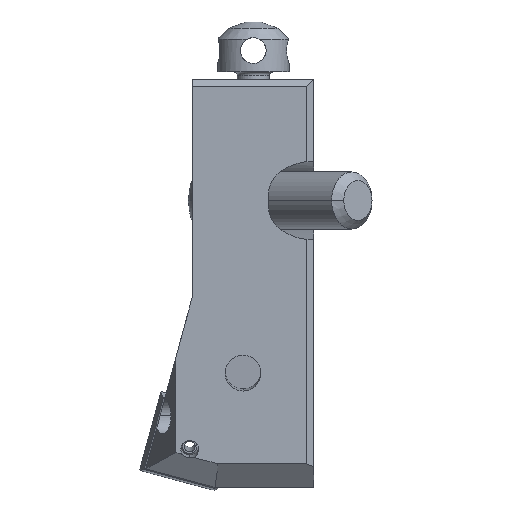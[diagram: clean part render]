
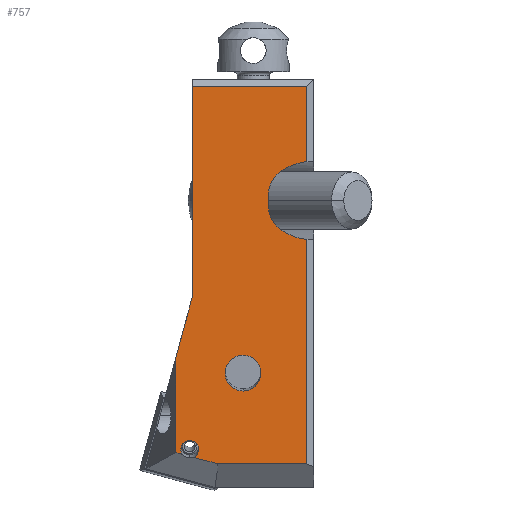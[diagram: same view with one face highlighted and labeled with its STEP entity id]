
A CAD part, front view. The second image highlights one B-rep face of the part: STEP entity #757.
In plain terms, the highlighted planar face has unit normal (0, -1, 0).
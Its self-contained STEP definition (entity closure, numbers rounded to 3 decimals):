
#757=ADVANCED_FACE('',(#1096,#1097),#1001,.F.);
#1001=PLANE('',#4544);
#1096=FACE_BOUND('',#1135,.T.);
#1097=FACE_BOUND('',#1136,.T.);
#1135=EDGE_LOOP('',(#2023,#2024,#2025,#2026,#2027,#2028,#2029,#2030,#2031,
#2032,#2033,#2034,#2035,#2036));
#1136=EDGE_LOOP('',(#2037,#2038));
#1399=LINE('',#6440,#1711);
#1400=LINE('',#6442,#1712);
#1401=LINE('',#6444,#1713);
#1402=LINE('',#6446,#1714);
#1403=LINE('',#6448,#1715);
#1404=LINE('',#6450,#1716);
#1405=LINE('',#6456,#1717);
#1406=LINE('',#6458,#1718);
#1407=LINE('',#6460,#1719);
#1408=LINE('',#6464,#1720);
#1711=VECTOR('',#5101,1.);
#1712=VECTOR('',#5102,1.);
#1713=VECTOR('',#5103,1.);
#1714=VECTOR('',#5104,1.);
#1715=VECTOR('',#5105,1.);
#1716=VECTOR('',#5106,1.);
#1717=VECTOR('',#5111,1.);
#1718=VECTOR('',#5112,1.);
#1719=VECTOR('',#5113,1.);
#1720=VECTOR('',#5116,1.);
#2023=ORIENTED_EDGE('',*,*,#3697,.T.);
#2024=ORIENTED_EDGE('',*,*,#3698,.T.);
#2025=ORIENTED_EDGE('',*,*,#3699,.T.);
#2026=ORIENTED_EDGE('',*,*,#3700,.T.);
#2027=ORIENTED_EDGE('',*,*,#3701,.F.);
#2028=ORIENTED_EDGE('',*,*,#3702,.T.);
#2029=ORIENTED_EDGE('',*,*,#3703,.F.);
#2030=ORIENTED_EDGE('',*,*,#3704,.T.);
#2031=ORIENTED_EDGE('',*,*,#3705,.F.);
#2032=ORIENTED_EDGE('',*,*,#3706,.F.);
#2033=ORIENTED_EDGE('',*,*,#3707,.T.);
#2034=ORIENTED_EDGE('',*,*,#3708,.T.);
#2035=ORIENTED_EDGE('',*,*,#3709,.F.);
#2036=ORIENTED_EDGE('',*,*,#3710,.T.);
#2037=ORIENTED_EDGE('',*,*,#3711,.T.);
#2038=ORIENTED_EDGE('',*,*,#3712,.T.);
#3291=VERTEX_POINT('',#6438);
#3292=VERTEX_POINT('',#6439);
#3293=VERTEX_POINT('',#6441);
#3294=VERTEX_POINT('',#6443);
#3295=VERTEX_POINT('',#6445);
#3296=VERTEX_POINT('',#6447);
#3297=VERTEX_POINT('',#6449);
#3298=VERTEX_POINT('',#6451);
#3299=VERTEX_POINT('',#6453);
#3300=VERTEX_POINT('',#6455);
#3301=VERTEX_POINT('',#6457);
#3302=VERTEX_POINT('',#6459);
#3303=VERTEX_POINT('',#6461);
#3304=VERTEX_POINT('',#6463);
#3305=VERTEX_POINT('',#6466);
#3306=VERTEX_POINT('',#6467);
#3697=EDGE_CURVE('',#3291,#3292,#4331,.T.);
#3698=EDGE_CURVE('',#3292,#3293,#1399,.T.);
#3699=EDGE_CURVE('',#3293,#3294,#1400,.T.);
#3700=EDGE_CURVE('',#3294,#3295,#1401,.T.);
#3701=EDGE_CURVE('',#3296,#3295,#1402,.T.);
#3702=EDGE_CURVE('',#3296,#3297,#1403,.T.);
#3703=EDGE_CURVE('',#3298,#3297,#1404,.T.);
#3704=EDGE_CURVE('',#3298,#3299,#4332,.T.);
#3705=EDGE_CURVE('',#3300,#3299,#4333,.T.);
#3706=EDGE_CURVE('',#3301,#3300,#1405,.T.);
#3707=EDGE_CURVE('',#3301,#3302,#1406,.T.);
#3708=EDGE_CURVE('',#3302,#3303,#1407,.T.);
#3709=EDGE_CURVE('',#3304,#3303,#4334,.T.);
#3710=EDGE_CURVE('',#3304,#3291,#1408,.T.);
#3711=EDGE_CURVE('',#3305,#3306,#4335,.T.);
#3712=EDGE_CURVE('',#3306,#3305,#4336,.T.);
#4331=ELLIPSE('',#4538,6.364,4.5);
#4332=ELLIPSE('',#4539,1.255,1.25);
#4333=ELLIPSE('',#4540,1.255,1.25);
#4334=ELLIPSE('',#4541,6.364,4.5);
#4335=ELLIPSE('',#4542,2.51,2.5);
#4336=ELLIPSE('',#4543,2.51,2.5);
#4538=AXIS2_PLACEMENT_3D('',#6437,#5099,#5100);
#4539=AXIS2_PLACEMENT_3D('',#6452,#5107,#5108);
#4540=AXIS2_PLACEMENT_3D('',#6454,#5109,#5110);
#4541=AXIS2_PLACEMENT_3D('',#6462,#5114,#5115);
#4542=AXIS2_PLACEMENT_3D('',#6465,#5117,#5118);
#4543=AXIS2_PLACEMENT_3D('',#6468,#5119,#5120);
#4544=AXIS2_PLACEMENT_3D('',#6469,#5121,#5122);
#5099=DIRECTION('',(0.,1.,0.));
#5100=DIRECTION('',(-1.,0.,0.));
#5101=DIRECTION('',(0.,0.,1.));
#5102=DIRECTION('',(-1.,0.,0.));
#5103=DIRECTION('',(0.,0.,-1.));
#5104=DIRECTION('',(0.261,0.,0.965));
#5105=DIRECTION('',(0.,0.,-1.));
#5106=DIRECTION('',(-0.966,0.,0.259));
#5107=DIRECTION('',(0.,1.,0.));
#5108=DIRECTION('',(0.,0.,1.));
#5109=DIRECTION('',(0.,-1.,0.));
#5110=DIRECTION('',(0.,0.,1.));
#5111=DIRECTION('',(-0.966,0.,0.259));
#5112=DIRECTION('',(1.,0.,0.));
#5113=DIRECTION('',(0.,0.,1.));
#5114=DIRECTION('',(0.,-1.,0.));
#5115=DIRECTION('',(-1.,0.,0.));
#5116=DIRECTION('',(0.,0.,1.));
#5117=DIRECTION('',(0.,1.,0.));
#5118=DIRECTION('',(0.,0.,1.));
#5119=DIRECTION('',(0.,1.,0.));
#5120=DIRECTION('',(0.,0.,1.));
#5121=DIRECTION('',(0.,1.,0.));
#5122=DIRECTION('',(0.,0.,-1.));
#6437=CARTESIAN_POINT('',(0.,0.,-16.));
#6438=CARTESIAN_POINT('',(-6.364,0.,-16.));
#6439=CARTESIAN_POINT('',(-1.,0.,-11.556));
#6440=CARTESIAN_POINT('',(-1.,0.,-11.556));
#6441=CARTESIAN_POINT('',(-1.,0.,-1.));
#6442=CARTESIAN_POINT('',(-1.,0.,-1.));
#6443=CARTESIAN_POINT('',(-17.,0.,-1.));
#6444=CARTESIAN_POINT('',(-17.,0.,-1.));
#6445=CARTESIAN_POINT('',(-17.,0.,-30.343));
#6446=CARTESIAN_POINT('',(-19.343,0.,-39.021));
#6447=CARTESIAN_POINT('',(-19.343,0.,-39.021));
#6448=CARTESIAN_POINT('',(-19.343,0.,-39.021));
#6449=CARTESIAN_POINT('',(-19.343,0.,-52.298));
#6450=CARTESIAN_POINT('',(-18.445,0.,-52.538));
#6451=CARTESIAN_POINT('',(-18.445,0.,-52.538));
#6452=CARTESIAN_POINT('',(-17.399,0.,-51.851));
#6453=CARTESIAN_POINT('',(-17.399,0.,-50.597));
#6454=CARTESIAN_POINT('',(-17.399,0.,-51.851));
#6455=CARTESIAN_POINT('',(-16.833,0.,-52.97));
#6456=CARTESIAN_POINT('',(-13.43,0.,-53.882));
#6457=CARTESIAN_POINT('',(-13.43,0.,-53.882));
#6458=CARTESIAN_POINT('',(-13.43,0.,-53.882));
#6459=CARTESIAN_POINT('',(-1.,0.,-53.882));
#6460=CARTESIAN_POINT('',(-1.,0.,-53.882));
#6461=CARTESIAN_POINT('',(-1.,0.,-22.444));
#6462=CARTESIAN_POINT('',(0.,0.,-18.));
#6463=CARTESIAN_POINT('',(-6.364,0.,-18.));
#6464=CARTESIAN_POINT('',(-6.364,0.,-18.));
#6465=CARTESIAN_POINT('',(-9.932,0.,-41.169));
#6466=CARTESIAN_POINT('',(-9.932,0.,-43.678));
#6467=CARTESIAN_POINT('',(-9.932,0.,-38.659));
#6468=CARTESIAN_POINT('',(-9.932,0.,-41.169));
#6469=CARTESIAN_POINT('',(-10.172,0.,-27.441));
